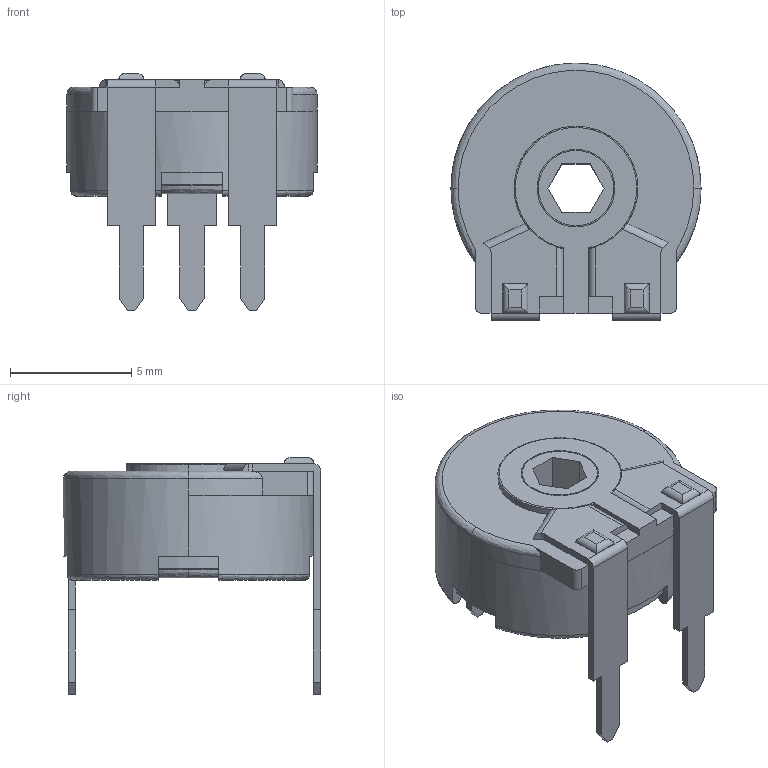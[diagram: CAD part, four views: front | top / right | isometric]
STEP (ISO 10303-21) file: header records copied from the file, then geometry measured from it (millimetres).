
FILE_DESCRIPTION (( 'STEP AP203' ), '1' );
FILE_NAME ('User Library-PT10MV.STEP', '2019-10-31T22:59:15', ( '' ), ( '' ), 'SwSTEP 2.0', 'SolidWorks 2019', '' );
FILE_SCHEMA (( 'CONFIG_CONTROL_DESIGN' ));
Length unit declared in the file: millimetre
Products named in the file (1): User Library-PT10MV
Bounding box: 10.3 x 10.6 x 9.76 mm (x, y, z)
Volume: 352.3 mm3; surface area: 541.1 mm2
Topology: 1 solids, 1 shells, 172 faces, 453 edges, 291 vertices
Faces by surface type: plane 99, cylinder 49, bspline 24
Entity records: 5753 total; most frequent: CARTESIAN_POINT 1559, ORIENTED_EDGE 906, DIRECTION 800, EDGE_CURVE 453, LINE 298, VECTOR 298, VERTEX_POINT 291, AXIS2_PLACEMENT_3D 251
